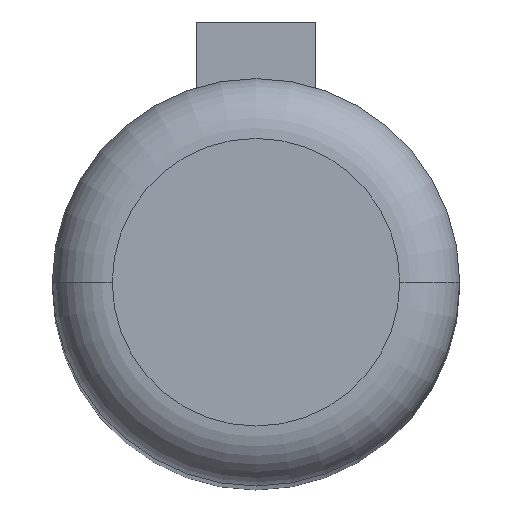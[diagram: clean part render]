
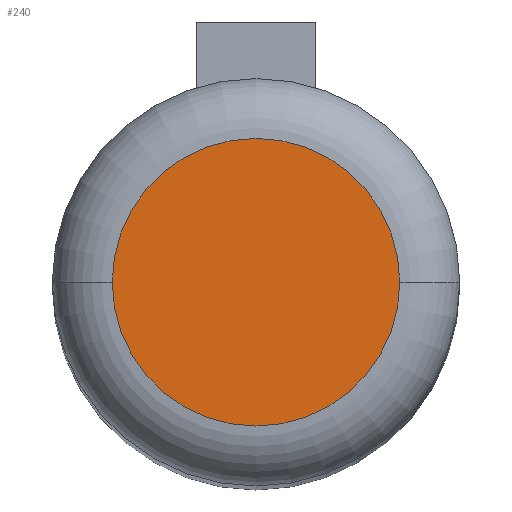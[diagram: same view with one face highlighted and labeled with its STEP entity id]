
A CAD part, top view. The second image highlights one B-rep face of the part: STEP entity #240.
In plain terms, the highlighted planar face has unit normal (0, 0, 1).
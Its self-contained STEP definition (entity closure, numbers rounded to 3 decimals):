
#19 = EDGE_CURVE ( 'NONE', #42, #322, #201, .T. ) ;
#42 = VERTEX_POINT ( 'NONE', #62 ) ;
#46 = AXIS2_PLACEMENT_3D ( 'NONE', #88, #155, #377 ) ;
#52 = CARTESIAN_POINT ( 'NONE',  ( 2.4, 0., 40. ) ) ;
#62 = CARTESIAN_POINT ( 'NONE',  ( -2.4, 0., 40. ) ) ;
#88 = CARTESIAN_POINT ( 'NONE',  ( 0., 0., 40. ) ) ;
#110 = DIRECTION ( 'NONE',  ( 0., 0., 1. ) ) ;
#116 = DIRECTION ( 'NONE',  ( 1., 0., 0. ) ) ;
#130 = EDGE_LOOP ( 'NONE', ( #248, #164 ) ) ;
#144 = AXIS2_PLACEMENT_3D ( 'NONE', #260, #110, #327 ) ;
#149 = CIRCLE ( 'NONE', #144, 2.4 ) ;
#150 = AXIS2_PLACEMENT_3D ( 'NONE', #419, #219, #116 ) ;
#151 = PLANE ( 'NONE',  #46 ) ;
#155 = DIRECTION ( 'NONE',  ( 0., 0., 1. ) ) ;
#164 = ORIENTED_EDGE ( 'NONE', *, *, #19, .T. ) ;
#201 = CIRCLE ( 'NONE', #150, 2.4 ) ;
#203 = EDGE_CURVE ( 'NONE', #322, #42, #149, .T. ) ;
#219 = DIRECTION ( 'NONE',  ( 0., 0., 1. ) ) ;
#240 = ADVANCED_FACE ( 'NONE', ( #254 ), #151, .T. ) ;
#248 = ORIENTED_EDGE ( 'NONE', *, *, #203, .T. ) ;
#254 = FACE_OUTER_BOUND ( 'NONE', #130, .T. ) ;
#260 = CARTESIAN_POINT ( 'NONE',  ( 0., 0., 40. ) ) ;
#322 = VERTEX_POINT ( 'NONE', #52 ) ;
#327 = DIRECTION ( 'NONE',  ( 1., 0., 0. ) ) ;
#377 = DIRECTION ( 'NONE',  ( 1., 0., 0. ) ) ;
#419 = CARTESIAN_POINT ( 'NONE',  ( 0., 0., 40. ) ) ;
